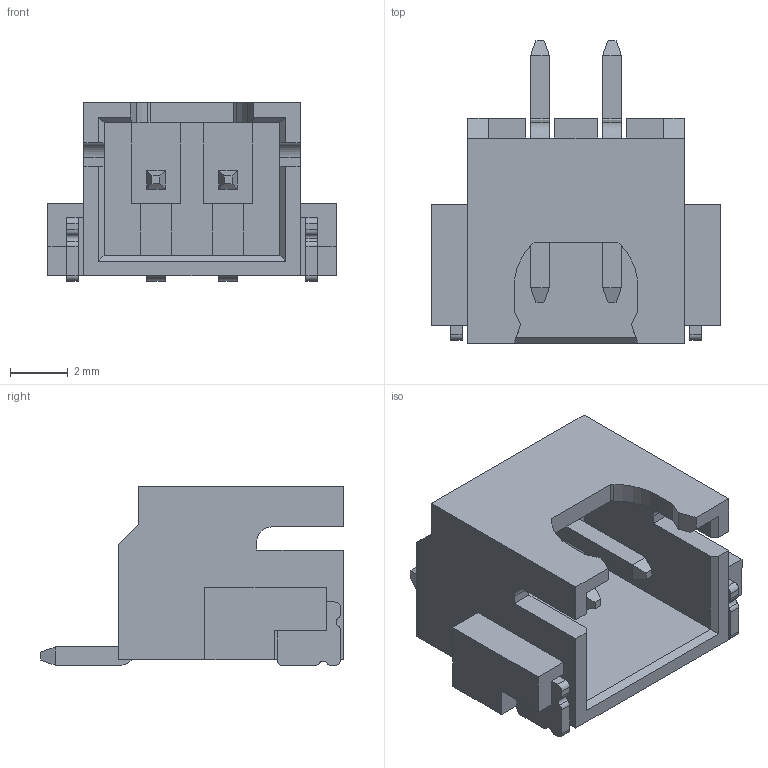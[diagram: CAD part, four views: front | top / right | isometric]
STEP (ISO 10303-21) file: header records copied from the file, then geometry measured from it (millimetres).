
FILE_DESCRIPTION (( 'STEP AP214' ), '1' );
FILE_NAME ('CONN-SMD_2P-P2.54_MEGASTAR_ZX-XH2.54-2PWT.STEP', '2023-06-30T06:44:16', ( 'PC' ), ( 'Microsoft' ), 'SwSTEP 2.0', 'SolidWorks 2020', '' );
FILE_SCHEMA (( 'AUTOMOTIVE_DESIGN' ));
Length unit declared in the file: millimetre
Products named in the file (1): CONN-SMD_2P-P2.54_MEGASTAR_ZX-XH2.54-2PWT
Bounding box: 10 x 10.5 x 6.2 mm (x, y, z)
Volume: 156.1 mm3; surface area: 541 mm2
Topology: 1 solids, 1 shells, 404 faces, 1113 edges, 734 vertices
Faces by surface type: plane 275, bspline 98, cylinder 31
Entity records: 17697 total; most frequent: CARTESIAN_POINT 3558, ORIENTED_EDGE 2226, DIRECTION 1589, EDGE_CURVE 1113, VECTOR 851, LINE 851, VERTEX_POINT 734, EDGE_LOOP 427
